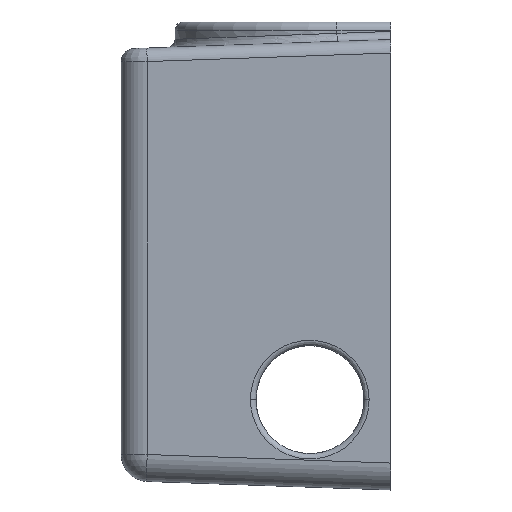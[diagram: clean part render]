
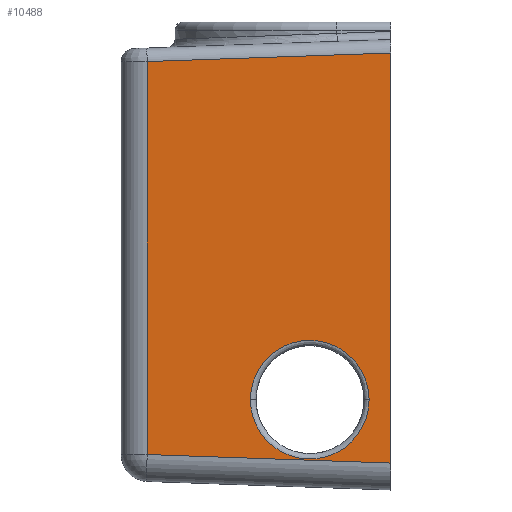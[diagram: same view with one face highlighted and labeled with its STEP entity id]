
A CAD part, left-side view. The second image highlights one B-rep face of the part: STEP entity #10488.
In plain terms, the highlighted planar face has unit normal (-0.999, 0.035, 0).
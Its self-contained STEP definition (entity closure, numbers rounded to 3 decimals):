
#7825=CARTESIAN_POINT('POINT82',(-41.746,-50.,
   39.248));
#7826=VERTEX_POINT('VERTEX82',#7825);
#7834=CARTESIAN_POINT('POINT83',(-41.746,-50.,
   -36.749));
#7835=VERTEX_POINT('VERTEX83',#7834);
#7836=CARTESIAN_POINT('POS121',(-41.746,-50.,
   21.262));
#7837=DIRECTION('DIR196',(0.,0.,-1.));
#7838=VECTOR('VEC46',#7837,1.);
#7839=LINE('STRAIGHT46',#7836,#7838);
#7840=EDGE_CURVE('EDGE127',#7826,#7835,#7839,.T.);
#7857=CARTESIAN_POINT('POINT84',(-41.605,
   -45.965,-25.));
#7858=VERTEX_POINT('VERTEX84',#7857);
#7875=CARTESIAN_POINT('POINT85',(-40.837,
   -23.965,-25.));
#7876=VERTEX_POINT('VERTEX85',#7875);
#7892=B_SPLINE_CURVE_WITH_KNOTS('SPLINE_CRV31',3,(#7893,#7894,#7895,
   #7896,#7897,#7898,#7899,#7900,#7901,#7902,#7903,#7904,#7905,#7906,
   #7907,#7908,#7909,#7910,#7911,#7912,#7913,#7914,#7915,#7916),
   .UNSPECIFIED.,.F.,.F.,(4,1,1,1,1,1,1,1,1,1,1,1,1,1,1,1,1,1,1,1,1,4),(
   0.,0.047,0.1,
   0.167,0.214,0.27,
   0.333,0.371,0.411,
   0.453,0.488,0.523,
   0.558,0.6,0.641,
   0.68,0.744,0.799,
   0.846,0.907,0.956,
   1.),.UNSPECIFIED.);
#7893=CARTESIAN_POINT('',(-41.605,-45.965,
   -25.));
#7894=CARTESIAN_POINT('',(-41.605,-45.965,
   -25.539));
#7895=CARTESIAN_POINT('',(-41.602,-45.88,
   -26.693));
#7896=CARTESIAN_POINT('',(-41.587,-45.44,
   -28.567));
#7897=CARTESIAN_POINT('',(-41.559,-44.65,
   -30.34));
#7898=CARTESIAN_POINT('',(-41.521,-43.547,
   -31.958));
#7899=CARTESIAN_POINT('',(-41.474,-42.219,
   -33.354));
#7900=CARTESIAN_POINT('',(-41.423,-40.74,
   -34.418));
#7901=CARTESIAN_POINT('',(-41.372,-39.278,
   -35.149));
#7902=CARTESIAN_POINT('',(-41.326,-37.976,
   -35.611));
#7903=CARTESIAN_POINT('',(-41.28,-36.662,
   -35.895));
#7904=CARTESIAN_POINT('',(-41.236,-35.383,
   -36.014));
#7905=CARTESIAN_POINT('',(-41.193,-34.175,
   -35.994));
#7906=CARTESIAN_POINT('',(-41.149,-32.891,
   -35.83));
#7907=CARTESIAN_POINT('',(-41.102,-31.57,
   -35.496));
#7908=CARTESIAN_POINT('',(-41.057,-30.264,
   -34.976));
#7909=CARTESIAN_POINT('',(-41.006,-28.814,
   -34.178));
#7910=CARTESIAN_POINT('',(-40.956,-27.372,
   -33.049));
#7911=CARTESIAN_POINT('',(-40.912,-26.104,
   -31.598));
#7912=CARTESIAN_POINT('',(-40.877,-25.108,
   -30.001));
#7913=CARTESIAN_POINT('',(-40.853,-24.42,
   -28.318));
#7914=CARTESIAN_POINT('',(-40.839,-24.04,
   -26.583));
#7915=CARTESIAN_POINT('',(-40.837,-23.965,
   -25.507));
#7916=CARTESIAN_POINT('',(-40.837,-23.965,
   -25.));
#7917=EDGE_CURVE('EDGE131',#7858,#7876,#7892,.T.);
#8846=B_SPLINE_CURVE_WITH_KNOTS('SPLINE_CRV32',3,(#8847,#8848,#8849,
   #8850,#8851,#8852,#8853,#8854,#8855,#8856,#8857,#8858,#8859,#8860,
   #8861,#8862,#8863,#8864,#8865,#8866,#8867,#8868,#8869,#8870),
   .UNSPECIFIED.,.F.,.F.,(4,1,1,1,1,1,1,1,1,1,1,1,1,1,1,1,1,1,1,1,1,4),(
   0.,0.047,0.1,
   0.167,0.214,0.27,
   0.333,0.371,0.411,
   0.453,0.488,0.523,
   0.558,0.6,0.641,
   0.68,0.744,0.799,
   0.846,0.907,0.956,
   1.),.UNSPECIFIED.);
#8847=CARTESIAN_POINT('',(-40.837,-23.965,
   -25.));
#8848=CARTESIAN_POINT('',(-40.837,-23.965,
   -24.461));
#8849=CARTESIAN_POINT('',(-40.84,-24.05,
   -23.307));
#8850=CARTESIAN_POINT('',(-40.855,-24.49,
   -21.433));
#8851=CARTESIAN_POINT('',(-40.883,-25.28,
   -19.66));
#8852=CARTESIAN_POINT('',(-40.921,-26.383,
   -18.042));
#8853=CARTESIAN_POINT('',(-40.968,-27.711,
   -16.646));
#8854=CARTESIAN_POINT('',(-41.019,-29.19,
   -15.582));
#8855=CARTESIAN_POINT('',(-41.07,-30.652,
   -14.851));
#8856=CARTESIAN_POINT('',(-41.116,-31.954,
   -14.389));
#8857=CARTESIAN_POINT('',(-41.162,-33.268,
   -14.105));
#8858=CARTESIAN_POINT('',(-41.206,-34.547,
   -13.986));
#8859=CARTESIAN_POINT('',(-41.249,-35.755,
   -14.006));
#8860=CARTESIAN_POINT('',(-41.293,-37.039,
   -14.17));
#8861=CARTESIAN_POINT('',(-41.34,-38.36,
   -14.504));
#8862=CARTESIAN_POINT('',(-41.385,-39.667,
   -15.024));
#8863=CARTESIAN_POINT('',(-41.436,-41.116,
   -15.822));
#8864=CARTESIAN_POINT('',(-41.486,-42.558,
   -16.951));
#8865=CARTESIAN_POINT('',(-41.53,-43.826,
   -18.402));
#8866=CARTESIAN_POINT('',(-41.565,-44.822,
   -19.999));
#8867=CARTESIAN_POINT('',(-41.589,-45.51,
   -21.682));
#8868=CARTESIAN_POINT('',(-41.603,-45.891,
   -23.417));
#8869=CARTESIAN_POINT('',(-41.605,-45.965,
   -24.493));
#8870=CARTESIAN_POINT('',(-41.605,-45.965,
   -25.));
#8871=EDGE_CURVE('EDGE132',#7876,#7858,#8846,.T.);
#9798=CARTESIAN_POINT('POINT86',(-40.169,
   -4.826,-35.172));
#9799=VERTEX_POINT('VERTEX86',#9798);
#9800=CARTESIAN_POINT('POS124',(-41.748,
   -50.045,-36.751));
#9801=DIRECTION('DIR201',(0.035,0.999,
   0.035));
#9802=VECTOR('VEC47',#9801,1.);
#9803=LINE('STRAIGHT47',#9800,#9802);
#9804=EDGE_CURVE('EDGE133',#7835,#9799,#9803,.T.);
#9838=CARTESIAN_POINT('POINT89',(-40.169,
   -4.826,37.67));
#9839=VERTEX_POINT('VERTEX89',#9838);
#9855=CARTESIAN_POINT('POS129',(-41.748,
   -50.045,39.249));
#9856=DIRECTION('DIR208',(0.035,0.999,
   -0.035));
#9857=VECTOR('VEC50',#9856,1.);
#9858=LINE('STRAIGHT50',#9855,#9857);
#9859=EDGE_CURVE('EDGE138',#7826,#9839,#9858,.T.);
#10468=ORIENTED_EDGE('COEDGE297',*,*,#8871,.T.);
#10469=ORIENTED_EDGE('COEDGE298',*,*,#7917,.T.);
#10470=EDGE_LOOP('NONE',(#10468,#10469));
#10471=FACE_BOUND('LOOP1',#10470,.T.);
#10472=ORIENTED_EDGE('COEDGE299',*,*,#7840,.F.);
#10473=ORIENTED_EDGE('COEDGE300',*,*,#9859,.T.);
#10474=CARTESIAN_POINT('POS158',(-40.169,
   -4.826,-80.162));
#10475=DIRECTION('DIR256',(0.,0.,1.));
#10476=VECTOR('VEC60',#10475,1.);
#10477=LINE('STRAIGHT60',#10474,#10476);
#10478=EDGE_CURVE('EDGE161',#9799,#9839,#10477,.T.);
#10479=ORIENTED_EDGE('COEDGE301',*,*,#10478,.F.);
#10480=ORIENTED_EDGE('COEDGE302',*,*,#9804,.F.);
#10481=EDGE_LOOP('NONE',(#10472,#10473,#10479,#10480));
#10482=FACE_BOUND('LOOP1',#10481,.T.);
#10483=CARTESIAN_POINT('POS159',(-40.,0.,42.524
   ));
#10484=DIRECTION('DIR257',(-0.999,0.035,
   0.));
#10485=DIRECTION('DIR258',(0.035,0.999,
   0.));
#10486=AXIS2_PLACEMENT_3D('AXIS99',#10483,#10484,#10485);
#10487=PLANE('PLANE14',#10486);
#10488=ADVANCED_FACE('FACE63',(#10471,#10482),#10487,.T.);
